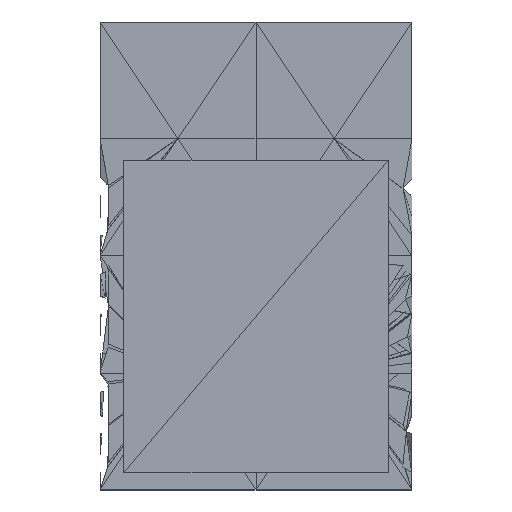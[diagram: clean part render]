
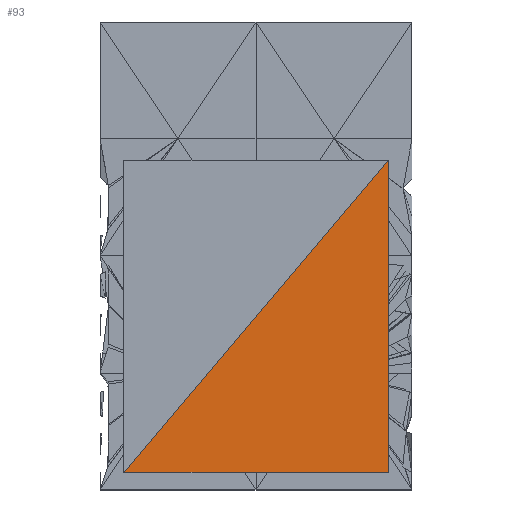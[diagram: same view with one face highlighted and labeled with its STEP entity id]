
A CAD part, top view. The second image highlights one B-rep face of the part: STEP entity #93.
In plain terms, the highlighted planar face has unit normal (0, 0, 1).
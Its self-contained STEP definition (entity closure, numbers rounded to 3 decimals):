
#18=CARTESIAN_POINT('',(-0.007,-0.011,0.003));
#19=VERTEX_POINT('',#18);
#26=CARTESIAN_POINT('',(0.007,0.005,0.003));
#27=VERTEX_POINT('',#26);
#28=CARTESIAN_POINT('',(-0.007,-0.011,0.003));
#29=DIRECTION('',(0.646,0.763,0.0));
#30=VECTOR('',#29,1.0);
#31=LINE('',#28,#30);
#32=EDGE_CURVE('no 22',#19,#27,#31,.T.);
#71=CARTESIAN_POINT('',(0.007,-0.011,0.003));
#72=VERTEX_POINT('',#71);
#73=CARTESIAN_POINT('',(0.007,-0.011,0.003));
#74=DIRECTION('',(0.0,1.0,0.0));
#75=VECTOR('',#74,1.0);
#76=LINE('',#73,#75);
#77=EDGE_CURVE('no 115',#72,#27,#76,.T.);
#78=ORIENTED_EDGE('no 122',*,*,#77,.T.);
#79=ORIENTED_EDGE('no 123',*,*,#32,.F.);
#80=CARTESIAN_POINT('',(-0.007,-0.011,0.003));
#81=DIRECTION('',(1.0,0.0,0.0));
#82=VECTOR('',#81,1.0);
#83=LINE('',#80,#82);
#84=EDGE_CURVE('no 121',#19,#72,#83,.T.);
#85=ORIENTED_EDGE('no 124',*,*,#84,.T.);
#86=EDGE_LOOP('',(#78,#79,#85));
#87=FACE_OUTER_BOUND('',#86,.T.);
#88=CARTESIAN_POINT('',(0.007,-0.011,0.003));
#89=DIRECTION('',(0.0,0.0,1.0));
#90=DIRECTION('',(0.,1.0,0.0));
#91=AXIS2_PLACEMENT_3D('',#88,#89,#90);
#92=PLANE('',#91);
#93=ADVANCED_FACE('no 132',(#87),#92,.T.);
